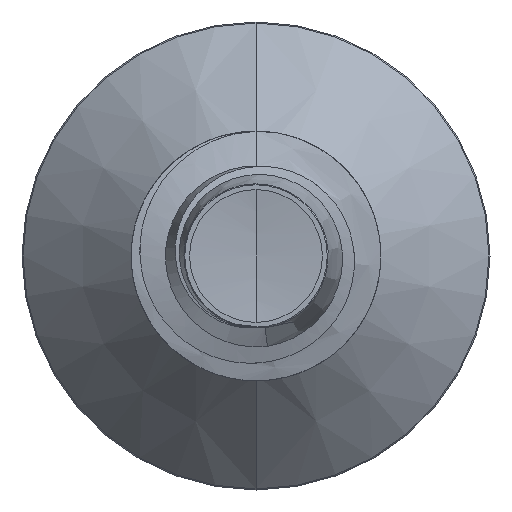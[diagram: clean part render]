
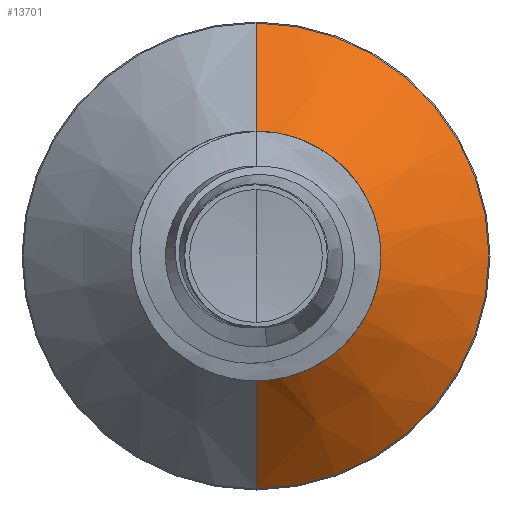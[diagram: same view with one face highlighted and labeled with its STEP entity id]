
A CAD part, front view. The second image highlights one B-rep face of the part: STEP entity #13701.
In plain terms, the highlighted conical face has half-angle 45 degrees and reference radius 0.764 mm.
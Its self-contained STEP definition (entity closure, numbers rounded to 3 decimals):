
#197 = DIRECTION ( 'NONE',  ( 0., 0.707, 0.707 ) ) ;
#396 = DIRECTION ( 'NONE',  ( 0., 1., 0. ) ) ;
#430 = VERTEX_POINT ( 'NONE', #13037 ) ;
#850 = VERTEX_POINT ( 'NONE', #6104 ) ;
#1863 = EDGE_CURVE ( 'NONE', #5310, #12056, #9485, .T. ) ;
#2300 = DIRECTION ( 'NONE',  ( 0., 0.707, -0.707 ) ) ;
#2304 = CARTESIAN_POINT ( 'NONE',  ( 0., 5.065, -0.765 ) ) ;
#2324 = AXIS2_PLACEMENT_3D ( 'NONE', #8214, #6969, #12339 ) ;
#4395 = EDGE_CURVE ( 'NONE', #850, #12056, #11616, .T. ) ;
#4778 = EDGE_CURVE ( 'NONE', #430, #5310, #11300, .T. ) ;
#4822 = CARTESIAN_POINT ( 'NONE',  ( 0., 5.065, 0.765 ) ) ;
#5310 = VERTEX_POINT ( 'NONE', #9507 ) ;
#5826 = VECTOR ( 'NONE', #2300, 1000. ) ;
#5884 = CONICAL_SURFACE ( 'NONE', #2324, 0.765, 0.785 ) ;
#6104 = CARTESIAN_POINT ( 'NONE',  ( 0., 5.793, 1.493 ) ) ;
#6262 = ORIENTED_EDGE ( 'NONE', *, *, #14837, .F. ) ;
#6567 = VECTOR ( 'NONE', #197, 1000. ) ;
#6969 = DIRECTION ( 'NONE',  ( 0., 1., 0. ) ) ;
#7202 = CARTESIAN_POINT ( 'NONE',  ( 0., 5.793, 0. ) ) ;
#7317 = LINE ( 'NONE', #4822, #6567 ) ;
#7534 = FACE_OUTER_BOUND ( 'NONE', #12346, .T. ) ;
#8214 = CARTESIAN_POINT ( 'NONE',  ( 0., 5.065, 0. ) ) ;
#8425 = DIRECTION ( 'NONE',  ( 0., 0., 1. ) ) ;
#8689 = CARTESIAN_POINT ( 'NONE',  ( 0., 5.065, 0. ) ) ;
#9485 = LINE ( 'NONE', #2304, #5826 ) ;
#9507 = CARTESIAN_POINT ( 'NONE',  ( 0., 5.065, -0.765 ) ) ;
#9713 = ORIENTED_EDGE ( 'NONE', *, *, #1863, .T. ) ;
#9855 = DIRECTION ( 'NONE',  ( 0., 0., 1. ) ) ;
#10300 = CARTESIAN_POINT ( 'NONE',  ( 0., 5.793, -1.493 ) ) ;
#10882 = AXIS2_PLACEMENT_3D ( 'NONE', #7202, #14306, #8425 ) ;
#11300 = CIRCLE ( 'NONE', #12208, 0.765 ) ;
#11616 = CIRCLE ( 'NONE', #10882, 1.493 ) ;
#12056 = VERTEX_POINT ( 'NONE', #10300 ) ;
#12208 = AXIS2_PLACEMENT_3D ( 'NONE', #8689, #396, #9855 ) ;
#12339 = DIRECTION ( 'NONE',  ( 0., 0., 1. ) ) ;
#12346 = EDGE_LOOP ( 'NONE', ( #13463, #9713, #14115, #6262 ) ) ;
#13037 = CARTESIAN_POINT ( 'NONE',  ( 0., 5.065, 0.765 ) ) ;
#13463 = ORIENTED_EDGE ( 'NONE', *, *, #4778, .T. ) ;
#13701 = ADVANCED_FACE ( 'NONE', ( #7534 ), #5884, .T. ) ;
#14115 = ORIENTED_EDGE ( 'NONE', *, *, #4395, .F. ) ;
#14306 = DIRECTION ( 'NONE',  ( 0., 1., 0. ) ) ;
#14837 = EDGE_CURVE ( 'NONE', #430, #850, #7317, .T. ) ;
